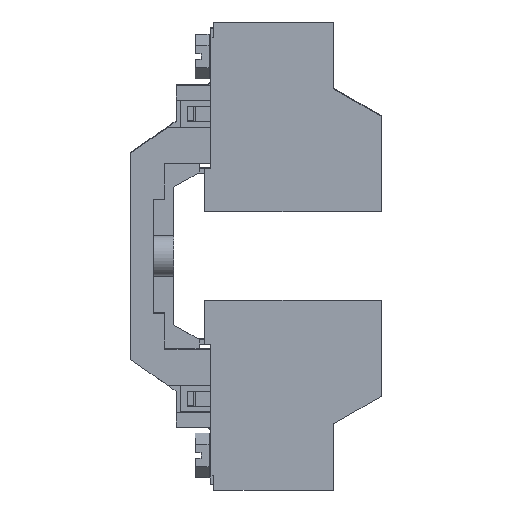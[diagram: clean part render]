
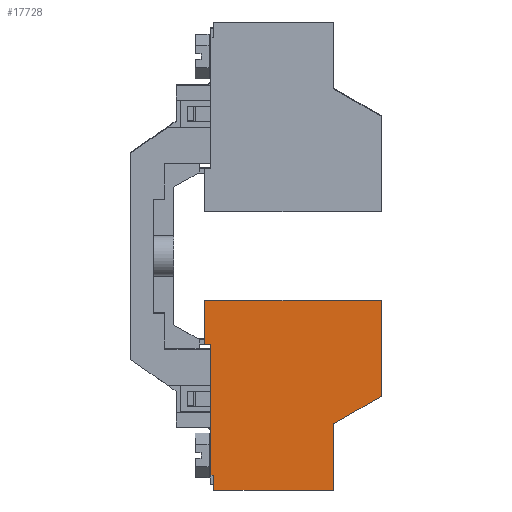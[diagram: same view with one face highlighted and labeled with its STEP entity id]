
A CAD part, left-side view. The second image highlights one B-rep face of the part: STEP entity #17728.
In plain terms, the highlighted face is planar.
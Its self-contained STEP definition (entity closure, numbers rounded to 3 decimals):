
#17704=AXIS2_PLACEMENT_3D('Plane Axis2P3D',#17701,#17702,#17703) ;
#15096=CARTESIAN_POINT('Vertex',(76.5,-30.,5.2)) ;
#15099=CARTESIAN_POINT('Line Origine',(47.75,-30.,5.2)) ;
#15103=CARTESIAN_POINT('Vertex',(19.,-30.,5.2)) ;
#15274=CARTESIAN_POINT('Vertex',(76.5,-30.,6.5)) ;
#15277=CARTESIAN_POINT('Line Origine',(76.5,-30.,5.85)) ;
#15762=CARTESIAN_POINT('Vertex',(54.,-30.,59.)) ;
#15776=CARTESIAN_POINT('Vertex',(41.876,-30.,80.)) ;
#15779=CARTESIAN_POINT('Line Origine',(47.938,-30.,69.5)) ;
#15807=CARTESIAN_POINT('Vertex',(0.,-30.,80.)) ;
#15810=CARTESIAN_POINT('Line Origine',(20.938,-30.,80.)) ;
#15838=CARTESIAN_POINT('Vertex',(0.,-30.,2.5)) ;
#15841=CARTESIAN_POINT('Line Origine',(0.,-30.,41.25)) ;
#15871=CARTESIAN_POINT('Vertex',(19.,-30.,2.5)) ;
#15874=CARTESIAN_POINT('Line Origine',(9.5,-30.,2.5)) ;
#16034=CARTESIAN_POINT('Vertex',(83.,-30.,6.5)) ;
#16037=CARTESIAN_POINT('Line Origine',(79.75,-30.,6.5)) ;
#17423=CARTESIAN_POINT('Vertex',(83.,-30.,59.)) ;
#17426=CARTESIAN_POINT('Line Origine',(83.,-30.,32.75)) ;
#17701=CARTESIAN_POINT('Axis2P3D Location',(0.,-30.,0.)) ;
#17706=CARTESIAN_POINT('Line Origine',(68.5,-30.,59.)) ;
#17711=CARTESIAN_POINT('Line Origine',(19.,-30.,3.85)) ;
#15100=DIRECTION('Vector Direction',(1.,0.,0.)) ;
#15278=DIRECTION('Vector Direction',(0.,0.,1.)) ;
#15780=DIRECTION('Vector Direction',(-0.5,0.,0.866)) ;
#15811=DIRECTION('Vector Direction',(1.,0.,0.)) ;
#15842=DIRECTION('Vector Direction',(0.,0.,1.)) ;
#15875=DIRECTION('Vector Direction',(1.,0.,0.)) ;
#16038=DIRECTION('Vector Direction',(1.,0.,0.)) ;
#17427=DIRECTION('Vector Direction',(0.,0.,1.)) ;
#17702=DIRECTION('Axis2P3D Direction',(-0.,-1.,-0.)) ;
#17703=DIRECTION('Axis2P3D XDirection',(-1.,0.,0.)) ;
#17707=DIRECTION('Vector Direction',(1.,0.,0.)) ;
#17712=DIRECTION('Vector Direction',(0.,0.,1.)) ;
#15101=VECTOR('Line Direction',#15100,1.) ;
#15279=VECTOR('Line Direction',#15278,1.) ;
#15781=VECTOR('Line Direction',#15780,1.) ;
#15812=VECTOR('Line Direction',#15811,1.) ;
#15843=VECTOR('Line Direction',#15842,1.) ;
#15876=VECTOR('Line Direction',#15875,1.) ;
#16039=VECTOR('Line Direction',#16038,1.) ;
#17428=VECTOR('Line Direction',#17427,1.) ;
#17708=VECTOR('Line Direction',#17707,1.) ;
#17713=VECTOR('Line Direction',#17712,1.) ;
#17717=ORIENTED_EDGE('',*,*,#15105,.T.) ;
#17718=ORIENTED_EDGE('',*,*,#15281,.T.) ;
#17719=ORIENTED_EDGE('',*,*,#16041,.T.) ;
#17720=ORIENTED_EDGE('',*,*,#17430,.T.) ;
#17721=ORIENTED_EDGE('',*,*,#17710,.T.) ;
#17722=ORIENTED_EDGE('',*,*,#15783,.T.) ;
#17723=ORIENTED_EDGE('',*,*,#15814,.T.) ;
#17724=ORIENTED_EDGE('',*,*,#15845,.T.) ;
#17725=ORIENTED_EDGE('',*,*,#15878,.T.) ;
#17726=ORIENTED_EDGE('',*,*,#17715,.T.) ;
#17728=ADVANCED_FACE('Hauptk\X2\00F6\X0\rper ( *SOL64 - wsp *MASTER -  )',(#17727),#17705,.T.) ;
#15105=EDGE_CURVE('',#15104,#15097,#15102,.T.) ;
#15281=EDGE_CURVE('',#15097,#15275,#15280,.T.) ;
#15783=EDGE_CURVE('',#15763,#15777,#15782,.T.) ;
#15814=EDGE_CURVE('',#15777,#15808,#15813,.F.) ;
#15845=EDGE_CURVE('',#15808,#15839,#15844,.F.) ;
#15878=EDGE_CURVE('',#15839,#15872,#15877,.T.) ;
#16041=EDGE_CURVE('',#15275,#16035,#16040,.T.) ;
#17430=EDGE_CURVE('',#16035,#17424,#17429,.T.) ;
#17710=EDGE_CURVE('',#17424,#15763,#17709,.F.) ;
#17715=EDGE_CURVE('',#15872,#15104,#17714,.T.) ;
#17716=EDGE_LOOP('',(#17717,#17718,#17719,#17720,#17721,#17722,#17723,#17724,#17725,#17726)) ;
#17727=FACE_OUTER_BOUND('',#17716,.T.) ;
#15102=LINE('Line',#15099,#15101) ;
#15280=LINE('Line',#15277,#15279) ;
#15782=LINE('Line',#15779,#15781) ;
#15813=LINE('Line',#15810,#15812) ;
#15844=LINE('Line',#15841,#15843) ;
#15877=LINE('Line',#15874,#15876) ;
#16040=LINE('Line',#16037,#16039) ;
#17429=LINE('Line',#17426,#17428) ;
#17709=LINE('Line',#17706,#17708) ;
#17714=LINE('Line',#17711,#17713) ;
#17705=PLANE('',#17704) ;
#15097=VERTEX_POINT('',#15096) ;
#15104=VERTEX_POINT('',#15103) ;
#15275=VERTEX_POINT('',#15274) ;
#15763=VERTEX_POINT('',#15762) ;
#15777=VERTEX_POINT('',#15776) ;
#15808=VERTEX_POINT('',#15807) ;
#15839=VERTEX_POINT('',#15838) ;
#15872=VERTEX_POINT('',#15871) ;
#16035=VERTEX_POINT('',#16034) ;
#17424=VERTEX_POINT('',#17423) ;
